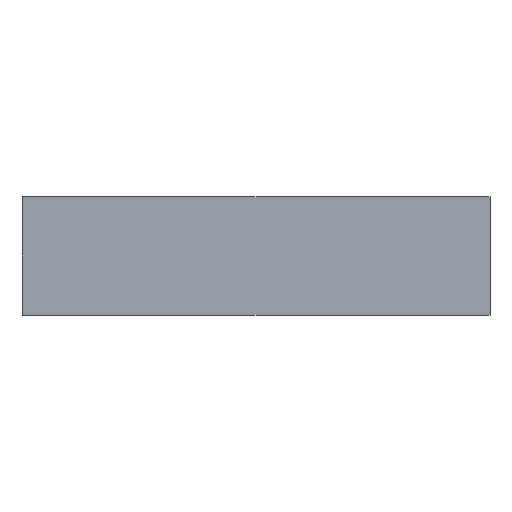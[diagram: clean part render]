
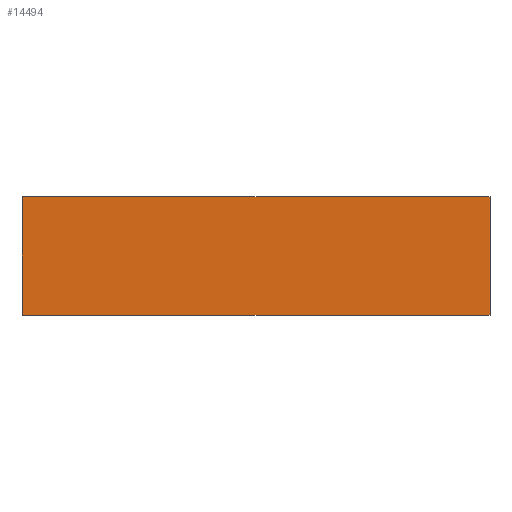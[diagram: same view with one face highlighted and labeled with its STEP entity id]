
A CAD part, front view. The second image highlights one B-rep face of the part: STEP entity #14494.
In plain terms, the highlighted planar face has unit normal (0, -1, 0).
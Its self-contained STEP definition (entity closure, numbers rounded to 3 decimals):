
#347 = DIRECTION ( 'NONE',  ( 0., 0., -1. ) ) ;
#619 = CARTESIAN_POINT ( 'NONE',  ( 0., -20., 0. ) ) ;
#1756 = ORIENTED_EDGE ( 'NONE', *, *, #21523, .T. ) ;
#1859 = EDGE_CURVE ( 'NONE', #15298, #8102, #22610, .T. ) ;
#2767 = DIRECTION ( 'NONE',  ( -1., 0., 0. ) ) ;
#2898 = ORIENTED_EDGE ( 'NONE', *, *, #19486, .T. ) ;
#5220 = ORIENTED_EDGE ( 'NONE', *, *, #1859, .T. ) ;
#5931 = LINE ( 'NONE', #30167, #6486 ) ;
#6046 = VECTOR ( 'NONE', #2767, 1000. ) ;
#6486 = VECTOR ( 'NONE', #16882, 1000. ) ;
#6610 = LINE ( 'NONE', #15230, #24043 ) ;
#8102 = VERTEX_POINT ( 'NONE', #29927 ) ;
#10442 = CARTESIAN_POINT ( 'NONE',  ( 257., -20., -65. ) ) ;
#11560 = DIRECTION ( 'NONE',  ( 0., -1., 0. ) ) ;
#12524 = EDGE_CURVE ( 'NONE', #21903, #21972, #5931, .T. ) ;
#14357 = CARTESIAN_POINT ( 'NONE',  ( -257., -20., 65. ) ) ;
#14494 = ADVANCED_FACE ( 'NONE', ( #28085 ), #27895, .T. ) ;
#14879 = DIRECTION ( 'NONE',  ( 1., 0., 0. ) ) ;
#15230 = CARTESIAN_POINT ( 'NONE',  ( -257., -20., -65. ) ) ;
#15298 = VERTEX_POINT ( 'NONE', #26458 ) ;
#15623 = EDGE_LOOP ( 'NONE', ( #5220, #2898, #23715, #1756 ) ) ;
#16882 = DIRECTION ( 'NONE',  ( 0., 0., 1. ) ) ;
#17056 = AXIS2_PLACEMENT_3D ( 'NONE', #619, #11560, #33811 ) ;
#18611 = VECTOR ( 'NONE', #347, 1000. ) ;
#19486 = EDGE_CURVE ( 'NONE', #8102, #21903, #6610, .T. ) ;
#21523 = EDGE_CURVE ( 'NONE', #21972, #15298, #22131, .T. ) ;
#21903 = VERTEX_POINT ( 'NONE', #10442 ) ;
#21972 = VERTEX_POINT ( 'NONE', #25667 ) ;
#22131 = LINE ( 'NONE', #30039, #6046 ) ;
#22610 = LINE ( 'NONE', #14357, #18611 ) ;
#23715 = ORIENTED_EDGE ( 'NONE', *, *, #12524, .T. ) ;
#24043 = VECTOR ( 'NONE', #14879, 1000. ) ;
#25667 = CARTESIAN_POINT ( 'NONE',  ( 257., -20., 65. ) ) ;
#26458 = CARTESIAN_POINT ( 'NONE',  ( -257., -20., 65. ) ) ;
#27895 = PLANE ( 'NONE',  #17056 ) ;
#28085 = FACE_OUTER_BOUND ( 'NONE', #15623, .T. ) ;
#29927 = CARTESIAN_POINT ( 'NONE',  ( -257., -20., -65. ) ) ;
#30039 = CARTESIAN_POINT ( 'NONE',  ( -257., -20., 65. ) ) ;
#30167 = CARTESIAN_POINT ( 'NONE',  ( 257., -20., 65. ) ) ;
#33811 = DIRECTION ( 'NONE',  ( 0., 0., -1. ) ) ;
